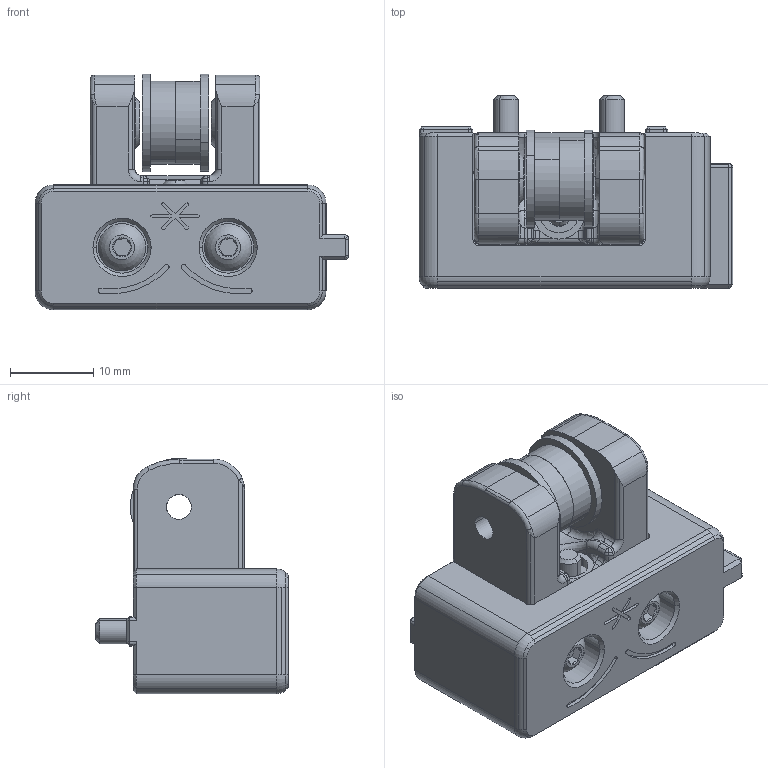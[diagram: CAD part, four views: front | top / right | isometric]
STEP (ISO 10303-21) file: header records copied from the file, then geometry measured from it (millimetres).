
FILE_DESCRIPTION (( 'STEP AP214' ), '1' );
FILE_NAME ('safer_z_idlers_asmb.STEP', '2022-02-15T02:27:46', ( '' ), ( '' ), 'SwSTEP 2.0', 'SolidWorks 2021', '' );
FILE_SCHEMA (( 'AUTOMOTIVE_DESIGN' ));
Length unit declared in the file: millimetre
Products named in the file (9): Copy of f623-rs (2) (2)^safer_z_idlers; Copy (2) of f623-rs (2) (2)^safer_z_idlers; safer_z_idler; Copy of M3x20 BHCS (2) (1) (1)^safer_z_idlers; z_tensioner_heatset_pinned; Copy of M3x12 BHCS (1) (1)^safer_z_idlers; Copy of M3 Threaded Insert (6)^safer_z_idlers; Copy (2) of M3x20 BHCS (2) (1) (1)^safer_z_idlers; safer_z_idlers_asmb
Assembly tree (8 placements, depth 2):
  safer_z_idlers_asmb
    safer_z_idler
    z_tensioner_heatset_pinned
    Copy of M3 Threaded Insert (6)^safer_z_idlers
    Copy of f623-rs (2) (2)^safer_z_idlers
    Copy (2) of f623-rs (2) (2)^safer_z_idlers
    Copy of M3x12 BHCS (1) (1)^safer_z_idlers
    Copy of M3x20 BHCS (2) (1) (1)^safer_z_idlers
    Copy (2) of M3x20 BHCS (2) (1) (1)^safer_z_idlers
Bounding box: 37.74 x 23.15 x 28.3 mm (x, y, z)
Volume: 11371.1 mm3; surface area: 7691 mm2
Topology: 10 solids, 10 shells, 842 faces, 2158 edges, 1338 vertices
Faces by surface type: cylinder 350, bspline 181, plane 150, cone 82, torus 52, sphere 27
Entity records: 29306 total; most frequent: CARTESIAN_POINT 9987, ORIENTED_EDGE 4278, DIRECTION 3734, EDGE_CURVE 2139, AXIS2_PLACEMENT_3D 1455, VERTEX_POINT 1338, EDGE_LOOP 885, ADVANCED_FACE 842
